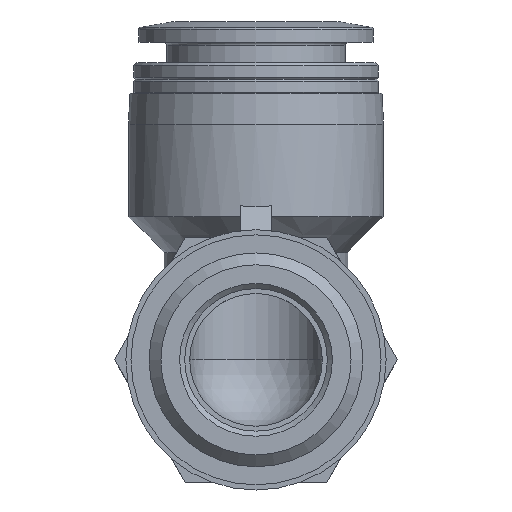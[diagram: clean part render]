
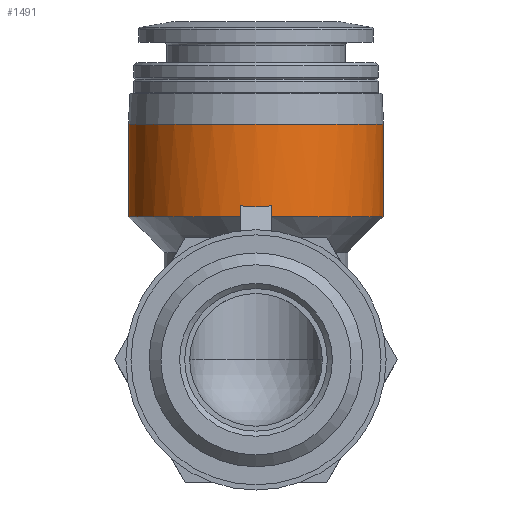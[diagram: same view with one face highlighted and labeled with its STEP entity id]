
A CAD part, front view. The second image highlights one B-rep face of the part: STEP entity #1491.
In plain terms, the highlighted cylindrical face has radius 12.5 mm (diameter 25 mm), a full revolution.
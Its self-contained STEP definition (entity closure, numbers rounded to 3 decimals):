
#100=LINE('',#2098,#136);
#101=LINE('',#2100,#137);
#102=LINE('',#2104,#138);
#103=LINE('',#2108,#139);
#136=VECTOR('',#1757,1000.);
#137=VECTOR('',#1758,1000.);
#138=VECTOR('',#1761,1000.);
#139=VECTOR('',#1764,1000.);
#169=ELLIPSE('',#1586,17.678,12.5);
#192=ORIENTED_EDGE('',*,*,#449,.T.);
#193=ORIENTED_EDGE('',*,*,#450,.F.);
#194=ORIENTED_EDGE('',*,*,#448,.F.);
#195=ORIENTED_EDGE('',*,*,#451,.T.);
#196=ORIENTED_EDGE('',*,*,#452,.T.);
#197=ORIENTED_EDGE('',*,*,#453,.F.);
#198=ORIENTED_EDGE('',*,*,#454,.F.);
#199=ORIENTED_EDGE('',*,*,#455,.T.);
#200=ORIENTED_EDGE('',*,*,#456,.F.);
#448=EDGE_CURVE('',#576,#575,#660,.T.);
#449=EDGE_CURVE('',#577,#577,#661,.T.);
#450=EDGE_CURVE('',#575,#578,#100,.F.);
#451=EDGE_CURVE('',#576,#579,#101,.T.);
#452=EDGE_CURVE('',#579,#580,#662,.T.);
#453=EDGE_CURVE('',#581,#580,#102,.T.);
#454=EDGE_CURVE('',#582,#581,#663,.T.);
#455=EDGE_CURVE('',#582,#583,#103,.F.);
#456=EDGE_CURVE('',#578,#583,#169,.T.);
#575=VERTEX_POINT('',#2088);
#576=VERTEX_POINT('',#2093);
#577=VERTEX_POINT('',#2097);
#578=VERTEX_POINT('',#2099);
#579=VERTEX_POINT('',#2101);
#580=VERTEX_POINT('',#2103);
#581=VERTEX_POINT('',#2105);
#582=VERTEX_POINT('',#2107);
#583=VERTEX_POINT('',#2109);
#660=CIRCLE('',#1581,12.5);
#661=CIRCLE('',#1583,12.5);
#662=CIRCLE('',#1584,12.5);
#663=CIRCLE('',#1585,12.5);
#726=EDGE_LOOP('',(#192));
#727=EDGE_LOOP('',(#193,#194,#195,#196,#197,#198,#199,#200));
#839=FACE_BOUND('',#726,.T.);
#840=FACE_BOUND('',#727,.T.);
#949=CYLINDRICAL_SURFACE('',#1582,12.5);
#1491=ADVANCED_FACE('',(#839,#840),#949,.T.);
#1581=AXIS2_PLACEMENT_3D('',#2094,#1751,#1752);
#1582=AXIS2_PLACEMENT_3D('',#2095,#1753,#1754);
#1583=AXIS2_PLACEMENT_3D('',#2096,#1755,#1756);
#1584=AXIS2_PLACEMENT_3D('',#2102,#1759,#1760);
#1585=AXIS2_PLACEMENT_3D('',#2106,#1762,#1763);
#1586=AXIS2_PLACEMENT_3D('',#2110,#1765,#1766);
#1751=DIRECTION('',(0.,0.,-1.));
#1752=DIRECTION('',(-1.,0.,0.));
#1753=DIRECTION('',(0.,0.,-1.));
#1754=DIRECTION('',(-1.,0.,0.));
#1755=DIRECTION('',(0.,0.,-1.));
#1756=DIRECTION('',(-1.,0.,0.));
#1757=DIRECTION('',(0.,0.,-1.));
#1758=DIRECTION('',(0.,0.,-1.));
#1759=DIRECTION('',(0.,0.,1.));
#1760=DIRECTION('',(1.,0.,0.));
#1761=DIRECTION('',(0.,0.,-1.));
#1762=DIRECTION('',(0.,0.,-1.));
#1763=DIRECTION('',(-1.,0.,0.));
#1764=DIRECTION('',(0.,0.,-1.));
#1765=DIRECTION('',(0.,0.707,-0.707));
#1766=DIRECTION('',(0.,-0.707,-0.707));
#2088=CARTESIAN_POINT('',(1.5,25.99,14.));
#2093=CARTESIAN_POINT('',(1.5,50.81,14.));
#2094=CARTESIAN_POINT('',(0.,38.4,14.));
#2095=CARTESIAN_POINT('',(0.,38.4,0.));
#2096=CARTESIAN_POINT('',(0.,38.4,23.1));
#2097=CARTESIAN_POINT('',(-12.5,38.4,23.1));
#2098=CARTESIAN_POINT('',(1.5,25.99,0.));
#2099=CARTESIAN_POINT('',(1.5,25.99,15.09));
#2100=CARTESIAN_POINT('',(1.5,50.81,-5.));
#2101=CARTESIAN_POINT('',(1.5,50.81,0.));
#2102=CARTESIAN_POINT('',(0.,38.4,0.));
#2103=CARTESIAN_POINT('',(-1.5,50.81,0.));
#2104=CARTESIAN_POINT('',(-1.5,50.81,-5.));
#2105=CARTESIAN_POINT('',(-1.5,50.81,14.));
#2106=CARTESIAN_POINT('',(0.,38.4,14.));
#2107=CARTESIAN_POINT('',(-1.5,25.99,14.));
#2108=CARTESIAN_POINT('',(-1.5,25.99,0.));
#2109=CARTESIAN_POINT('',(-1.5,25.99,15.09));
#2110=CARTESIAN_POINT('',(0.,38.4,27.5));
